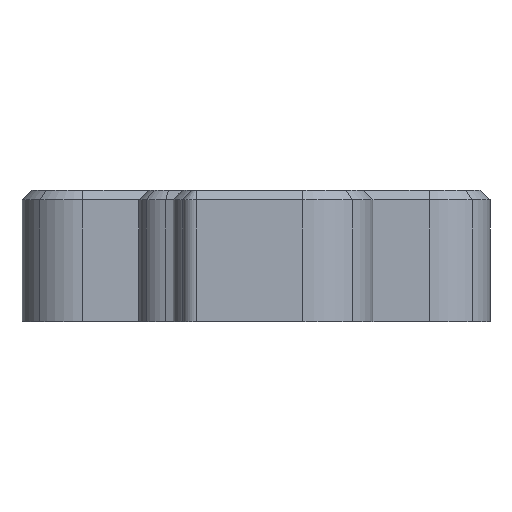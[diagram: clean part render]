
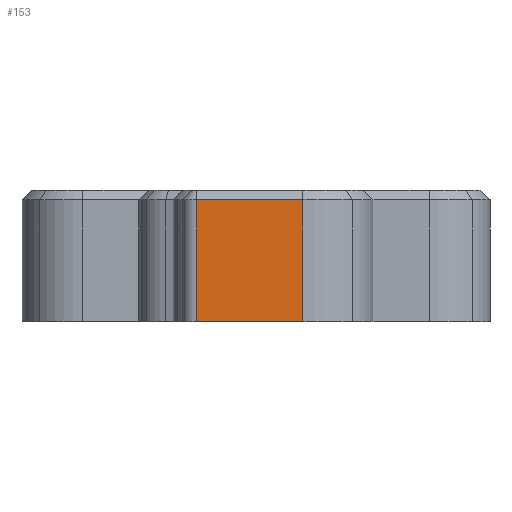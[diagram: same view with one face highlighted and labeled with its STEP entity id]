
A CAD part, front view. The second image highlights one B-rep face of the part: STEP entity #153.
In plain terms, the highlighted planar face has unit normal (0, -1, 0).
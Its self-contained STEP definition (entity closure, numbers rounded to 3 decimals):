
#44 = EDGE_CURVE ( 'NONE', #1322, #1341, #416, .T. ) ;
#51 = AXIS2_PLACEMENT_3D ( 'NONE', #2024, #1187, #2206 ) ;
#86 = LINE ( 'NONE', #1966, #1515 ) ;
#135 = DIRECTION ( 'NONE',  ( 1., 0., 0. ) ) ;
#139 = FACE_OUTER_BOUND ( 'NONE', #1060, .T. ) ;
#153 = ADVANCED_FACE ( 'NONE', ( #139 ), #848, .T. ) ;
#220 = VECTOR ( 'NONE', #222, 1000. ) ;
#222 = DIRECTION ( 'NONE',  ( 0., 0., -1. ) ) ;
#360 = ORIENTED_EDGE ( 'NONE', *, *, #44, .F. ) ;
#376 = CARTESIAN_POINT ( 'NONE',  ( 5., -75., 30. ) ) ;
#416 = LINE ( 'NONE', #594, #1474 ) ;
#498 = EDGE_CURVE ( 'NONE', #1941, #1322, #86, .T. ) ;
#594 = CARTESIAN_POINT ( 'NONE',  ( -6.334, -75., 30. ) ) ;
#606 = DIRECTION ( 'NONE',  ( 0., 0., 1. ) ) ;
#633 = CARTESIAN_POINT ( 'NONE',  ( 5., -75., 16. ) ) ;
#654 = CARTESIAN_POINT ( 'NONE',  ( -6.334, -75., 16. ) ) ;
#817 = ORIENTED_EDGE ( 'NONE', *, *, #876, .F. ) ;
#820 = CARTESIAN_POINT ( 'NONE',  ( 6.25, -75., 29. ) ) ;
#824 = ORIENTED_EDGE ( 'NONE', *, *, #1233, .F. ) ;
#848 = PLANE ( 'NONE',  #51 ) ;
#876 = EDGE_CURVE ( 'NONE', #1341, #1953, #1147, .T. ) ;
#1060 = EDGE_LOOP ( 'NONE', ( #817, #360, #1196, #824 ) ) ;
#1147 = LINE ( 'NONE', #820, #1716 ) ;
#1187 = DIRECTION ( 'NONE',  ( 0., -1., 0. ) ) ;
#1196 = ORIENTED_EDGE ( 'NONE', *, *, #498, .F. ) ;
#1233 = EDGE_CURVE ( 'NONE', #1953, #1941, #1928, .T. ) ;
#1322 = VERTEX_POINT ( 'NONE', #654 ) ;
#1341 = VERTEX_POINT ( 'NONE', #1814 ) ;
#1474 = VECTOR ( 'NONE', #606, 1000. ) ;
#1493 = CARTESIAN_POINT ( 'NONE',  ( 5., -75., 29. ) ) ;
#1515 = VECTOR ( 'NONE', #1977, 1000. ) ;
#1716 = VECTOR ( 'NONE', #135, 1000. ) ;
#1814 = CARTESIAN_POINT ( 'NONE',  ( -6.334, -75., 29. ) ) ;
#1928 = LINE ( 'NONE', #376, #220 ) ;
#1941 = VERTEX_POINT ( 'NONE', #633 ) ;
#1953 = VERTEX_POINT ( 'NONE', #1493 ) ;
#1966 = CARTESIAN_POINT ( 'NONE',  ( -12.5, -75., 16. ) ) ;
#1977 = DIRECTION ( 'NONE',  ( -1., 0., 0. ) ) ;
#2024 = CARTESIAN_POINT ( 'NONE',  ( 12.5, -75., 30. ) ) ;
#2206 = DIRECTION ( 'NONE',  ( 0., 0., -1. ) ) ;
